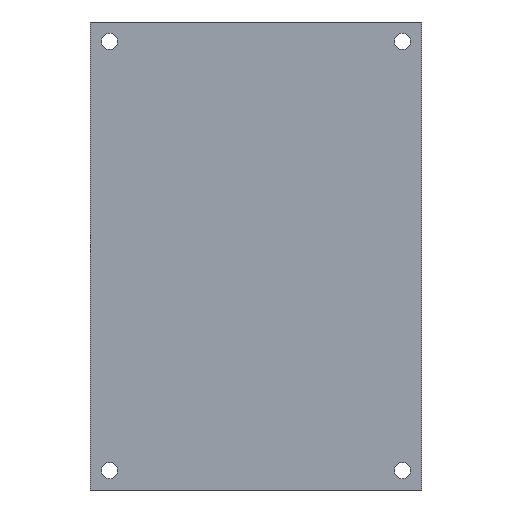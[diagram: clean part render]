
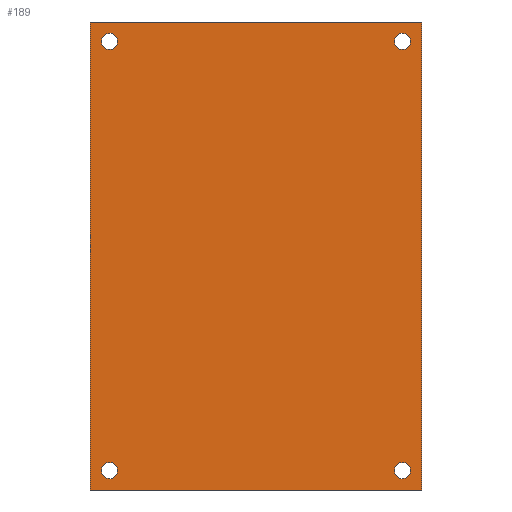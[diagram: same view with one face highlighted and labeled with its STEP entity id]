
A CAD part, front view. The second image highlights one B-rep face of the part: STEP entity #189.
In plain terms, the highlighted planar face has unit normal (0, -1, 0).
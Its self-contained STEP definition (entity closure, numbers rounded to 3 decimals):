
#19=FACE_BOUND('',#46,.T.);
#20=FACE_BOUND('',#47,.T.);
#21=FACE_BOUND('',#48,.T.);
#22=FACE_BOUND('',#49,.T.);
#27=CIRCLE('',#214,2.5);
#28=CIRCLE('',#215,2.5);
#29=CIRCLE('',#216,2.5);
#30=CIRCLE('',#217,2.5);
#35=FACE_OUTER_BOUND('',#45,.T.);
#45=EDGE_LOOP('',(#135,#136,#137,#138));
#46=EDGE_LOOP('',(#139));
#47=EDGE_LOOP('',(#140));
#48=EDGE_LOOP('',(#141));
#49=EDGE_LOOP('',(#142));
#63=LINE('',#289,#79);
#64=LINE('',#291,#80);
#65=LINE('',#293,#81);
#66=LINE('',#294,#82);
#79=VECTOR('',#235,10.);
#80=VECTOR('',#236,10.);
#81=VECTOR('',#237,10.);
#82=VECTOR('',#238,10.);
#95=VERTEX_POINT('',#287);
#96=VERTEX_POINT('',#288);
#97=VERTEX_POINT('',#290);
#98=VERTEX_POINT('',#292);
#99=VERTEX_POINT('',#295);
#100=VERTEX_POINT('',#297);
#101=VERTEX_POINT('',#299);
#102=VERTEX_POINT('',#301);
#111=EDGE_CURVE('',#95,#96,#63,.T.);
#112=EDGE_CURVE('',#96,#97,#64,.T.);
#113=EDGE_CURVE('',#97,#98,#65,.T.);
#114=EDGE_CURVE('',#98,#95,#66,.T.);
#115=EDGE_CURVE('',#99,#99,#27,.T.);
#116=EDGE_CURVE('',#100,#100,#28,.T.);
#117=EDGE_CURVE('',#101,#101,#29,.T.);
#118=EDGE_CURVE('',#102,#102,#30,.T.);
#135=ORIENTED_EDGE('',*,*,#111,.T.);
#136=ORIENTED_EDGE('',*,*,#112,.T.);
#137=ORIENTED_EDGE('',*,*,#113,.T.);
#138=ORIENTED_EDGE('',*,*,#114,.T.);
#139=ORIENTED_EDGE('',*,*,#115,.T.);
#140=ORIENTED_EDGE('',*,*,#116,.T.);
#141=ORIENTED_EDGE('',*,*,#117,.T.);
#142=ORIENTED_EDGE('',*,*,#118,.T.);
#183=PLANE('',#213);
#189=ADVANCED_FACE('',(#35,#19,#20,#21,#22),#183,.F.);
#213=AXIS2_PLACEMENT_3D('',#286,#233,#234);
#214=AXIS2_PLACEMENT_3D('',#296,#239,#240);
#215=AXIS2_PLACEMENT_3D('',#298,#241,#242);
#216=AXIS2_PLACEMENT_3D('',#300,#243,#244);
#217=AXIS2_PLACEMENT_3D('',#302,#245,#246);
#233=DIRECTION('center_axis',(0.,1.,0.));
#234=DIRECTION('ref_axis',(1.,0.,0.));
#235=DIRECTION('',(-1.,0.,0.));
#236=DIRECTION('',(0.,0.,-1.));
#237=DIRECTION('',(1.,0.,0.));
#238=DIRECTION('',(0.,0.,1.));
#239=DIRECTION('center_axis',(0.,1.,0.));
#240=DIRECTION('ref_axis',(1.,0.,0.));
#241=DIRECTION('center_axis',(0.,1.,0.));
#242=DIRECTION('ref_axis',(1.,0.,0.));
#243=DIRECTION('center_axis',(0.,1.,0.));
#244=DIRECTION('ref_axis',(1.,0.,0.));
#245=DIRECTION('center_axis',(0.,1.,0.));
#246=DIRECTION('ref_axis',(1.,0.,0.));
#286=CARTESIAN_POINT('Origin',(0.,-0.45,0.));
#287=CARTESIAN_POINT('',(51.2,-0.45,72.25));
#288=CARTESIAN_POINT('',(-51.2,-0.45,72.25));
#289=CARTESIAN_POINT('',(51.2,-0.45,72.25));
#290=CARTESIAN_POINT('',(-51.2,-0.45,-72.25));
#291=CARTESIAN_POINT('',(-51.2,-0.45,72.25));
#292=CARTESIAN_POINT('',(51.2,-0.45,-72.25));
#293=CARTESIAN_POINT('',(-51.2,-0.45,-72.25));
#294=CARTESIAN_POINT('',(51.2,-0.45,-72.25));
#295=CARTESIAN_POINT('',(-47.7,-0.45,-66.25));
#296=CARTESIAN_POINT('Origin',(-45.2,-0.45,-66.25));
#297=CARTESIAN_POINT('',(-47.7,-0.45,66.25));
#298=CARTESIAN_POINT('Origin',(-45.2,-0.45,66.25));
#299=CARTESIAN_POINT('',(42.7,-0.45,-66.25));
#300=CARTESIAN_POINT('Origin',(45.2,-0.45,-66.25));
#301=CARTESIAN_POINT('',(42.7,-0.45,66.25));
#302=CARTESIAN_POINT('Origin',(45.2,-0.45,66.25));
